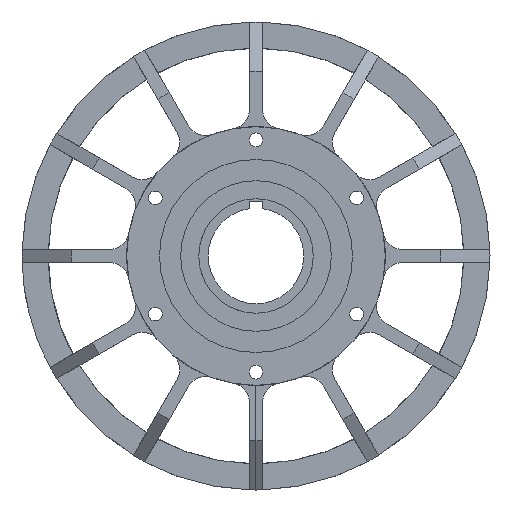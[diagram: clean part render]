
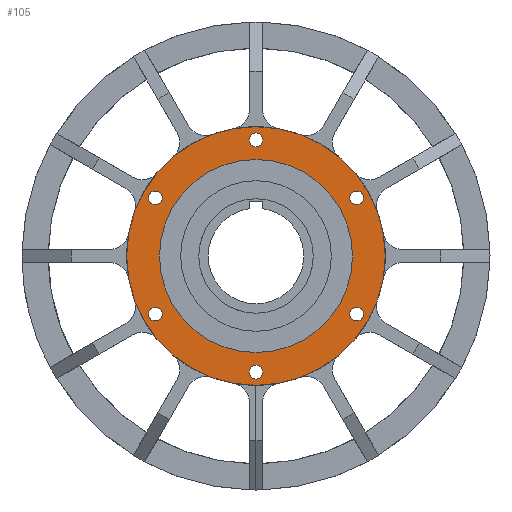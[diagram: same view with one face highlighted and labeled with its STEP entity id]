
A CAD part, front view. The second image highlights one B-rep face of the part: STEP entity #105.
In plain terms, the highlighted free-form (B-spline) face has degree [1, 2] with [2, 9] control points.
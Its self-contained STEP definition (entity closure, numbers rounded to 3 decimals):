
#105=ADVANCED_FACE('',(#326,#226,#227,#228,#229,#230,#231),#3676,.T.);
#226=FACE_BOUND('',#539,.T.);
#227=FACE_BOUND('',#540,.T.);
#228=FACE_BOUND('',#541,.T.);
#229=FACE_BOUND('',#542,.T.);
#230=FACE_BOUND('',#543,.T.);
#231=FACE_BOUND('',#544,.T.);
#326=FACE_OUTER_BOUND('',#538,.T.);
#538=EDGE_LOOP('',(#1154,#1155,#1156,#1157,#1158));
#539=EDGE_LOOP('',(#1159));
#540=EDGE_LOOP('',(#1160));
#541=EDGE_LOOP('',(#1161));
#542=EDGE_LOOP('',(#1162));
#543=EDGE_LOOP('',(#1163));
#544=EDGE_LOOP('',(#1164));
#1154=ORIENTED_EDGE('',*,*,#2167,.T.);
#1155=ORIENTED_EDGE('',*,*,#2170,.F.);
#1156=ORIENTED_EDGE('',*,*,#1856,.F.);
#1157=ORIENTED_EDGE('',*,*,#1855,.F.);
#1158=ORIENTED_EDGE('',*,*,#2170,.T.);
#1159=ORIENTED_EDGE('',*,*,#1884,.F.);
#1160=ORIENTED_EDGE('',*,*,#1887,.F.);
#1161=ORIENTED_EDGE('',*,*,#1890,.F.);
#1162=ORIENTED_EDGE('',*,*,#1893,.F.);
#1163=ORIENTED_EDGE('',*,*,#1896,.F.);
#1164=ORIENTED_EDGE('',*,*,#1899,.F.);
#1855=EDGE_CURVE('',#3276,#3277,#2771,.T.);
#1856=EDGE_CURVE('',#3277,#3276,#2772,.T.);
#1884=EDGE_CURVE('',#3304,#3304,#3040,.T.);
#1887=EDGE_CURVE('',#3306,#3306,#3042,.T.);
#1890=EDGE_CURVE('',#3308,#3308,#3044,.T.);
#1893=EDGE_CURVE('',#3310,#3310,#3046,.T.);
#1896=EDGE_CURVE('',#3312,#3312,#3048,.T.);
#1899=EDGE_CURVE('',#3314,#3314,#3050,.T.);
#2167=EDGE_CURVE('',#3489,#3489,#3166,.T.);
#2170=EDGE_CURVE('',#3276,#3489,#2558,.T.);
#2558=B_SPLINE_CURVE_WITH_KNOTS('',1,(#7311,#7312),.UNSPECIFIED.,.F.,.F.,
(2,2),(40.53,50.53),.UNSPECIFIED.);
#2771=TRIMMED_CURVE($,#3012,(#6418),(#6419),.T.,.CARTESIAN.);
#2772=TRIMMED_CURVE($,#3013,(#6421),(#6422),.T.,.CARTESIAN.);
#3012=CIRCLE('',#4090,39.5);
#3013=CIRCLE('',#4091,39.5);
#3040=CIRCLE('',#4118,2.1);
#3042=CIRCLE('',#4120,2.1);
#3044=CIRCLE('',#4122,2.1);
#3046=CIRCLE('',#4124,2.1);
#3048=CIRCLE('',#4126,2.1);
#3050=CIRCLE('',#4128,2.1);
#3166=CIRCLE('',#4244,29.5);
#3276=VERTEX_POINT('',#6024);
#3277=VERTEX_POINT('',#6025);
#3304=VERTEX_POINT('',#6052);
#3306=VERTEX_POINT('',#6054);
#3308=VERTEX_POINT('',#6056);
#3310=VERTEX_POINT('',#6058);
#3312=VERTEX_POINT('',#6060);
#3314=VERTEX_POINT('',#6062);
#3489=VERTEX_POINT('',#6237);
#3676=(
BOUNDED_SURFACE()
B_SPLINE_SURFACE(1,2,((#5833,#5834,#5835,#5836,#5837,#5838,#5839,#5840,
#5841),(#5842,#5843,#5844,#5845,#5846,#5847,#5848,#5849,#5850)),
 .UNSPECIFIED.,.F.,.F.,.F.)
B_SPLINE_SURFACE_WITH_KNOTS((2,2),(3,2,2,2,3),(40.53,50.53),
(0.,112.312,224.624,336.936,449.248),
 .UNSPECIFIED.)
GEOMETRIC_REPRESENTATION_ITEM()
RATIONAL_B_SPLINE_SURFACE(((1.,0.707,1.,0.707,1.,
0.707,1.,0.707,1.),(1.,0.707,1.,0.707,
1.,0.707,1.,0.707,1.)))
REPRESENTATION_ITEM('')
SURFACE()
);
#4090=AXIS2_PLACEMENT_3D($,#6417,#4517,#4518);
#4091=AXIS2_PLACEMENT_3D($,#6420,#4519,#4520);
#4118=AXIS2_PLACEMENT_3D($,#6503,#4573,#4574);
#4120=AXIS2_PLACEMENT_3D($,#6507,#4577,#4578);
#4122=AXIS2_PLACEMENT_3D($,#6511,#4581,#4582);
#4124=AXIS2_PLACEMENT_3D($,#6515,#4585,#4586);
#4126=AXIS2_PLACEMENT_3D($,#6519,#4589,#4590);
#4128=AXIS2_PLACEMENT_3D($,#6523,#4593,#4594);
#4244=AXIS2_PLACEMENT_3D($,#7307,#4825,#4826);
#4517=DIRECTION('',(0.,1.,0.));
#4518=DIRECTION('',(-0.94,0.,-0.342));
#4519=DIRECTION('',(0.,1.,0.));
#4520=DIRECTION('',(0.984,0.,0.176));
#4573=DIRECTION('',(0.,-1.,0.));
#4574=DIRECTION('',(0.342,0.,-0.94));
#4577=DIRECTION('',(0.,-1.,0.));
#4578=DIRECTION('',(0.342,0.,-0.94));
#4581=DIRECTION('',(0.,-1.,0.));
#4582=DIRECTION('',(0.342,0.,-0.94));
#4585=DIRECTION('',(0.,-1.,0.));
#4586=DIRECTION('',(0.342,0.,-0.94));
#4589=DIRECTION('',(0.,-1.,0.));
#4590=DIRECTION('',(0.342,0.,-0.94));
#4593=DIRECTION('',(0.,-1.,0.));
#4594=DIRECTION('',(0.342,0.,-0.94));
#4825=DIRECTION('',(0.,1.,0.));
#4826=DIRECTION('',(-0.94,0.,-0.342));
#5833=CARTESIAN_POINT('',(-37.118,13.013,-13.51));
#5834=CARTESIAN_POINT('',(-50.628,13.013,23.608));
#5835=CARTESIAN_POINT('',(-13.51,13.013,37.118));
#5836=CARTESIAN_POINT('',(23.608,13.013,50.628));
#5837=CARTESIAN_POINT('',(37.118,13.013,13.51));
#5838=CARTESIAN_POINT('',(50.628,13.013,-23.608));
#5839=CARTESIAN_POINT('',(13.51,13.013,-37.118));
#5840=CARTESIAN_POINT('',(-23.608,13.013,-50.628));
#5841=CARTESIAN_POINT('',(-37.118,13.013,-13.51));
#5842=CARTESIAN_POINT('',(-27.721,13.013,-10.09));
#5843=CARTESIAN_POINT('',(-37.811,13.013,17.631));
#5844=CARTESIAN_POINT('',(-10.09,13.013,27.721));
#5845=CARTESIAN_POINT('',(17.631,13.013,37.811));
#5846=CARTESIAN_POINT('',(27.721,13.013,10.09));
#5847=CARTESIAN_POINT('',(37.811,13.013,-17.631));
#5848=CARTESIAN_POINT('',(10.09,13.013,-27.721));
#5849=CARTESIAN_POINT('',(-17.631,13.013,-37.811));
#5850=CARTESIAN_POINT('',(-27.721,13.013,-10.09));
#6024=CARTESIAN_POINT('',(-37.118,13.013,-13.51));
#6025=CARTESIAN_POINT('',(38.885,13.013,6.945));
#6052=CARTESIAN_POINT('',(31.462,13.013,-19.723));
#6054=CARTESIAN_POINT('',(31.462,13.013,15.777));
#6056=CARTESIAN_POINT('',(0.718,13.013,33.527));
#6058=CARTESIAN_POINT('',(-30.026,13.013,15.777));
#6060=CARTESIAN_POINT('',(-30.026,13.013,-19.723));
#6062=CARTESIAN_POINT('',(0.718,13.013,-37.473));
#6237=CARTESIAN_POINT('',(-27.721,13.013,-10.09));
#6417=CARTESIAN_POINT('',(0.,13.013,0.));
#6418=CARTESIAN_POINT('',(-37.118,13.013,-13.51));
#6419=CARTESIAN_POINT('',(38.885,13.013,6.945));
#6420=CARTESIAN_POINT('',(0.,13.013,0.));
#6421=CARTESIAN_POINT('',(38.885,13.013,6.945));
#6422=CARTESIAN_POINT('',(-37.118,13.013,-13.51));
#6503=CARTESIAN_POINT('',(30.744,13.013,-17.75));
#6507=CARTESIAN_POINT('',(30.744,13.013,17.75));
#6511=CARTESIAN_POINT('',(0.,13.013,35.5));
#6515=CARTESIAN_POINT('',(-30.744,13.013,17.75));
#6519=CARTESIAN_POINT('',(-30.744,13.013,-17.75));
#6523=CARTESIAN_POINT('',(0.,13.013,-35.5));
#7307=CARTESIAN_POINT('',(0.,13.013,0.));
#7311=CARTESIAN_POINT('',(-37.118,13.013,-13.51));
#7312=CARTESIAN_POINT('',(-27.721,13.013,-10.09));
